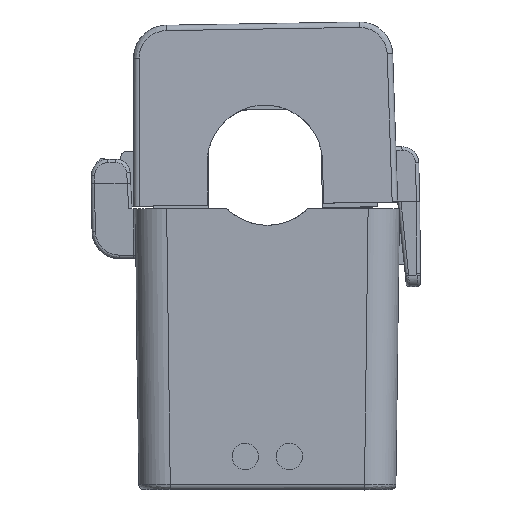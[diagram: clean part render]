
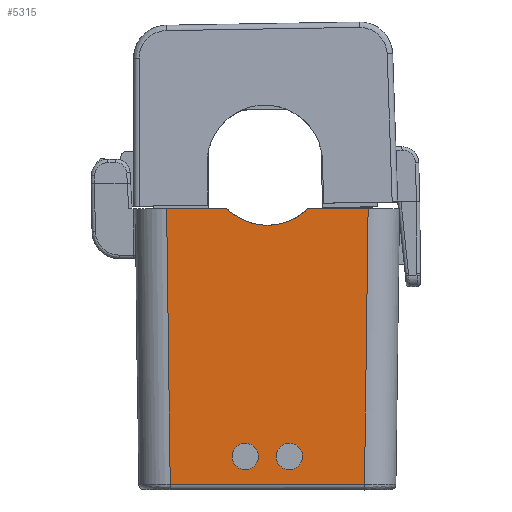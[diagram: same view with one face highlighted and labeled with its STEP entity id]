
A CAD part, top view. The second image highlights one B-rep face of the part: STEP entity #5315.
In plain terms, the highlighted planar face has unit normal (0, -0.013, 1).
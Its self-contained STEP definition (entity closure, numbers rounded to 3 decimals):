
#799 = VERTEX_POINT ( 'NONE', #10980 ) ;
#856 = CARTESIAN_POINT ( 'NONE',  ( 3.674, 3.5, 13.1 ) ) ;
#1138 = CARTESIAN_POINT ( 'NONE',  ( 3.674, 3.5, 13.1 ) ) ;
#1486 = EDGE_LOOP ( 'NONE', ( #4798, #3122 ) ) ;
#1689 = CARTESIAN_POINT ( 'NONE',  ( -1.373, 3.5, 13.1 ) ) ;
#1750 = ORIENTED_EDGE ( 'NONE', *, *, #3540, .T. ) ;
#1836 = CARTESIAN_POINT ( 'NONE',  ( -0.8, -19., 12.805 ) ) ;
#1951 = CARTESIAN_POINT ( 'NONE',  ( -3.2, -16.6, 12.837 ) ) ;
#2014 = EDGE_CURVE ( 'NONE', #5896, #5599, #15525, .T. ) ;
#2066 = EDGE_CURVE ( 'NONE', #7557, #14187, #16345, .T. ) ;
#2181 = DIRECTION ( 'NONE',  ( 0., -0.013, 1. ) ) ;
#2332 = DIRECTION ( 'NONE',  ( -1., 0., 0. ) ) ;
#2505 = CARTESIAN_POINT ( 'NONE',  ( -0.8, -19., 12.805 ) ) ;
#2530 = VECTOR ( 'NONE', #12852, 1000. ) ;
#2757 = VERTEX_POINT ( 'NONE', #15982 ) ;
#2806 = ORIENTED_EDGE ( 'NONE', *, *, #2014, .T. ) ;
#3122 = ORIENTED_EDGE ( 'NONE', *, *, #14087, .T. ) ;
#3127 = EDGE_LOOP ( 'NONE', ( #7595, #9605, #5971, #7763, #15401, #2806 ) ) ;
#3171 = CARTESIAN_POINT ( 'NONE',  ( 0.8, -21.4, 12.774 ) ) ;
#3540 = EDGE_CURVE ( 'NONE', #14339, #3605, #7359, .T. ) ;
#3605 = VERTEX_POINT ( 'NONE', #5200 ) ;
#3663 = FACE_OUTER_BOUND ( 'NONE', #3127, .T. ) ;
#3694 = VECTOR ( 'NONE', #3737, 1000. ) ;
#3737 = DIRECTION ( 'NONE',  ( 0.013, -1., -0.013 ) ) ;
#4068 =( BOUNDED_CURVE ( )  B_SPLINE_CURVE ( 3, ( #5815, #10600, #3171, #14598 ),
 .UNSPECIFIED., .F., .T. ) 
 B_SPLINE_CURVE_WITH_KNOTS ( ( 4, 4 ),
 ( 4.712, 7.854 ),
 .UNSPECIFIED. ) 
 CURVE ( )  GEOMETRIC_REPRESENTATION_ITEM ( )  RATIONAL_B_SPLINE_CURVE ( ( 1., 0.333, 0.333, 1. ) ) 
 REPRESENTATION_ITEM ( '' )  );
#4274 = DIRECTION ( 'NONE',  ( -1., 0., 0. ) ) ;
#4346 = LINE ( 'NONE', #1689, #2530 ) ;
#4443 =( BOUNDED_CURVE ( )  B_SPLINE_CURVE ( 3, ( #9743, #12464, #8592, #1138 ),
 .UNSPECIFIED., .F., .T. ) 
 B_SPLINE_CURVE_WITH_KNOTS ( ( 4, 4 ),
 ( 2.366, 3.917 ),
 .UNSPECIFIED. ) 
 CURVE ( )  GEOMETRIC_REPRESENTATION_ITEM ( )  RATIONAL_B_SPLINE_CURVE ( ( 1., 0.81, 0.81, 1. ) ) 
 REPRESENTATION_ITEM ( '' )  );
#4798 = ORIENTED_EDGE ( 'NONE', *, *, #2066, .T. ) ;
#5200 = CARTESIAN_POINT ( 'NONE',  ( 3.2, -19., 12.805 ) ) ;
#5315 = ADVANCED_FACE ( 'NONE', ( #6149, #7482, #3663 ), #8484, .T. ) ;
#5492 = EDGE_CURVE ( 'NONE', #2757, #6113, #15576, .T. ) ;
#5599 = VERTEX_POINT ( 'NONE', #856 ) ;
#5815 = CARTESIAN_POINT ( 'NONE',  ( 3.2, -19., 12.805 ) ) ;
#5896 = VERTEX_POINT ( 'NONE', #12986 ) ;
#5971 = ORIENTED_EDGE ( 'NONE', *, *, #15434, .T. ) ;
#6113 = VERTEX_POINT ( 'NONE', #12042 ) ;
#6149 = FACE_BOUND ( 'NONE', #1486, .T. ) ;
#6959 = EDGE_CURVE ( 'NONE', #12182, #5599, #4443, .T. ) ;
#7359 =( BOUNDED_CURVE ( )  B_SPLINE_CURVE ( 3, ( #10086, #14978, #16235, #9857 ),
 .UNSPECIFIED., .F., .T. ) 
 B_SPLINE_CURVE_WITH_KNOTS ( ( 4, 4 ),
 ( 1.571, 4.712 ),
 .UNSPECIFIED. ) 
 CURVE ( )  GEOMETRIC_REPRESENTATION_ITEM ( )  RATIONAL_B_SPLINE_CURVE ( ( 1., 0.333, 0.333, 1. ) ) 
 REPRESENTATION_ITEM ( '' )  );
#7482 = FACE_BOUND ( 'NONE', #13053, .T. ) ;
#7557 = VERTEX_POINT ( 'NONE', #13337 ) ;
#7595 = ORIENTED_EDGE ( 'NONE', *, *, #6959, .F. ) ;
#7698 = VECTOR ( 'NONE', #15493, 1000. ) ;
#7707 = LINE ( 'NONE', #15156, #13192 ) ;
#7763 = ORIENTED_EDGE ( 'NONE', *, *, #5492, .F. ) ;
#7877 = CARTESIAN_POINT ( 'NONE',  ( -3.2, -21.4, 12.774 ) ) ;
#8405 = CARTESIAN_POINT ( 'NONE',  ( -0.8, -16.6, 12.837 ) ) ;
#8484 = PLANE ( 'NONE',  #16163 ) ;
#8592 = CARTESIAN_POINT ( 'NONE',  ( 1.513, 1.382, 13.072 ) ) ;
#8787 = DIRECTION ( 'NONE',  ( -0.013, -1., -0.013 ) ) ;
#8799 = ORIENTED_EDGE ( 'NONE', *, *, #15316, .T. ) ;
#9605 = ORIENTED_EDGE ( 'NONE', *, *, #16367, .T. ) ;
#9743 = CARTESIAN_POINT ( 'NONE',  ( -3.674, 3.5, 13.1 ) ) ;
#9857 = CARTESIAN_POINT ( 'NONE',  ( 3.2, -19., 12.805 ) ) ;
#10013 = CARTESIAN_POINT ( 'NONE',  ( -9.15, 3.5, 13.1 ) ) ;
#10086 = CARTESIAN_POINT ( 'NONE',  ( 0.8, -19., 12.805 ) ) ;
#10196 =( BOUNDED_CURVE ( )  B_SPLINE_CURVE ( 3, ( #2505, #11437, #7877, #10273 ),
 .UNSPECIFIED., .F., .T. ) 
 B_SPLINE_CURVE_WITH_KNOTS ( ( 4, 4 ),
 ( 4.712, 7.854 ),
 .UNSPECIFIED. ) 
 CURVE ( )  GEOMETRIC_REPRESENTATION_ITEM ( )  RATIONAL_B_SPLINE_CURVE ( ( 1., 0.333, 0.333, 1. ) ) 
 REPRESENTATION_ITEM ( '' )  );
#10273 = CARTESIAN_POINT ( 'NONE',  ( -3.2, -19., 12.805 ) ) ;
#10427 = CARTESIAN_POINT ( 'NONE',  ( -0.048, -21.507, 12.773 ) ) ;
#10600 = CARTESIAN_POINT ( 'NONE',  ( 3.2, -21.4, 12.774 ) ) ;
#10980 = CARTESIAN_POINT ( 'NONE',  ( -9.15, 3.5, 13.1 ) ) ;
#11100 = CARTESIAN_POINT ( 'NONE',  ( 0.8, -19., 12.805 ) ) ;
#11109 = VECTOR ( 'NONE', #4274, 1000. ) ;
#11113 = CARTESIAN_POINT ( 'NONE',  ( -1.373, 3.5, 13.1 ) ) ;
#11246 = LINE ( 'NONE', #10013, #3694 ) ;
#11437 = CARTESIAN_POINT ( 'NONE',  ( -0.8, -21.4, 12.774 ) ) ;
#12042 = CARTESIAN_POINT ( 'NONE',  ( -8.823, -21.507, 12.773 ) ) ;
#12182 = VERTEX_POINT ( 'NONE', #14892 ) ;
#12464 = CARTESIAN_POINT ( 'NONE',  ( -1.513, 1.382, 13.072 ) ) ;
#12852 = DIRECTION ( 'NONE',  ( -1., 0., 0. ) ) ;
#12862 = CARTESIAN_POINT ( 'NONE',  ( -1.373, 3.5, 13.1 ) ) ;
#12986 = CARTESIAN_POINT ( 'NONE',  ( 9.15, 3.5, 13.1 ) ) ;
#13053 = EDGE_LOOP ( 'NONE', ( #1750, #8799 ) ) ;
#13192 = VECTOR ( 'NONE', #8787, 1000. ) ;
#13337 = CARTESIAN_POINT ( 'NONE',  ( -3.2, -19., 12.805 ) ) ;
#13547 = CARTESIAN_POINT ( 'NONE',  ( -3.2, -19., 12.805 ) ) ;
#14087 = EDGE_CURVE ( 'NONE', #14187, #7557, #10196, .T. ) ;
#14187 = VERTEX_POINT ( 'NONE', #1836 ) ;
#14339 = VERTEX_POINT ( 'NONE', #11100 ) ;
#14433 = EDGE_CURVE ( 'NONE', #5896, #2757, #7707, .T. ) ;
#14598 = CARTESIAN_POINT ( 'NONE',  ( 0.8, -19., 12.805 ) ) ;
#14867 = CARTESIAN_POINT ( 'NONE',  ( -0.8, -19., 12.805 ) ) ;
#14892 = CARTESIAN_POINT ( 'NONE',  ( -3.674, 3.5, 13.1 ) ) ;
#14978 = CARTESIAN_POINT ( 'NONE',  ( 0.8, -16.6, 12.837 ) ) ;
#15156 = CARTESIAN_POINT ( 'NONE',  ( 9.151, 3.549, 13.101 ) ) ;
#15316 = EDGE_CURVE ( 'NONE', #3605, #14339, #4068, .T. ) ;
#15401 = ORIENTED_EDGE ( 'NONE', *, *, #14433, .F. ) ;
#15434 = EDGE_CURVE ( 'NONE', #799, #6113, #11246, .T. ) ;
#15493 = DIRECTION ( 'NONE',  ( -1., 0., 0. ) ) ;
#15525 = LINE ( 'NONE', #12862, #11109 ) ;
#15576 = LINE ( 'NONE', #10427, #7698 ) ;
#15982 = CARTESIAN_POINT ( 'NONE',  ( 8.823, -21.507, 12.773 ) ) ;
#16163 = AXIS2_PLACEMENT_3D ( 'NONE', #11113, #2181, #2332 ) ;
#16235 = CARTESIAN_POINT ( 'NONE',  ( 3.2, -16.6, 12.837 ) ) ;
#16345 =( BOUNDED_CURVE ( )  B_SPLINE_CURVE ( 3, ( #13547, #1951, #8405, #14867 ),
 .UNSPECIFIED., .F., .T. ) 
 B_SPLINE_CURVE_WITH_KNOTS ( ( 4, 4 ),
 ( 1.571, 4.712 ),
 .UNSPECIFIED. ) 
 CURVE ( )  GEOMETRIC_REPRESENTATION_ITEM ( )  RATIONAL_B_SPLINE_CURVE ( ( 1., 0.333, 0.333, 1. ) ) 
 REPRESENTATION_ITEM ( '' )  );
#16367 = EDGE_CURVE ( 'NONE', #12182, #799, #4346, .T. ) ;
